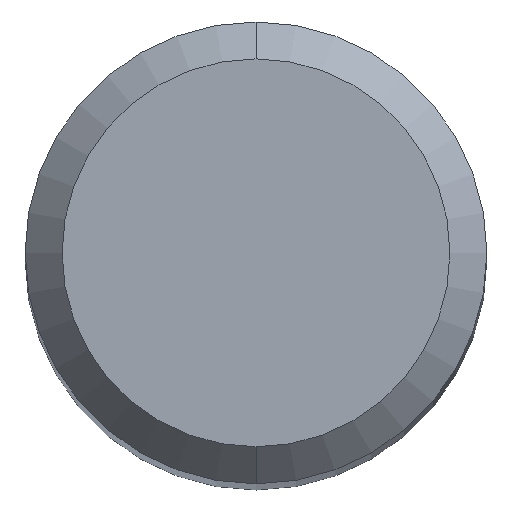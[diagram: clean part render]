
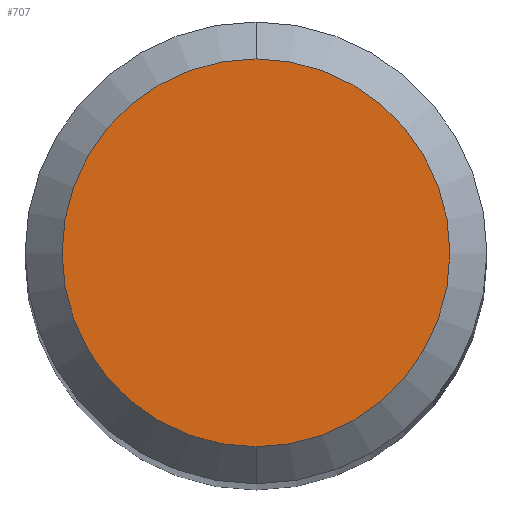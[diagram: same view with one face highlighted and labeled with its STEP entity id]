
A CAD part, top view. The second image highlights one B-rep face of the part: STEP entity #707.
In plain terms, the highlighted planar face has unit normal (0, 0, 1).
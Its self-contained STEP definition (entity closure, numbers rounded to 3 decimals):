
#523=EDGE_CURVE('',#533,#673,#1150,.T.);
#533=VERTEX_POINT('',#1161);
#673=VERTEX_POINT('',#1311);
#707=ADVANCED_FACE('',(#1347),#1348,.T.);
#837=EDGE_CURVE('',#673,#533,#1494,.T.);
#1150=CIRCLE('',#2892,2.1);
#1161=CARTESIAN_POINT('',(0.,-2.1,0.0));
#1311=CARTESIAN_POINT('',(0.0,2.1,0.0));
#1347=FACE_OUTER_BOUND('',#3595,.T.);
#1348=PLANE('',#3596);
#1494=CIRCLE('',#4616,2.1);
#2892=AXIS2_PLACEMENT_3D('',#6339,#6340,#6341);
#3595=EDGE_LOOP('',(#6499,#6500));
#3596=AXIS2_PLACEMENT_3D('',#6501,#6502,#6503);
#4616=AXIS2_PLACEMENT_3D('',#6677,#6678,#6679);
#6339=CARTESIAN_POINT('',(0.0,0.0,0.0));
#6340=DIRECTION('',(0.0,0.0,-1.0));
#6341=DIRECTION('',(0.0,1.0,0.0));
#6499=ORIENTED_EDGE('',*,*,#837,.F.);
#6500=ORIENTED_EDGE('',*,*,#523,.F.);
#6501=CARTESIAN_POINT('',(0.0,1.05,0.0));
#6502=DIRECTION('',(-0.0,0.0,1.0));
#6503=DIRECTION('',(0.0,-1.0,0.0));
#6677=CARTESIAN_POINT('',(0.0,0.0,0.0));
#6678=DIRECTION('',(0.0,0.0,-1.0));
#6679=DIRECTION('',(0.0,1.0,0.0));
